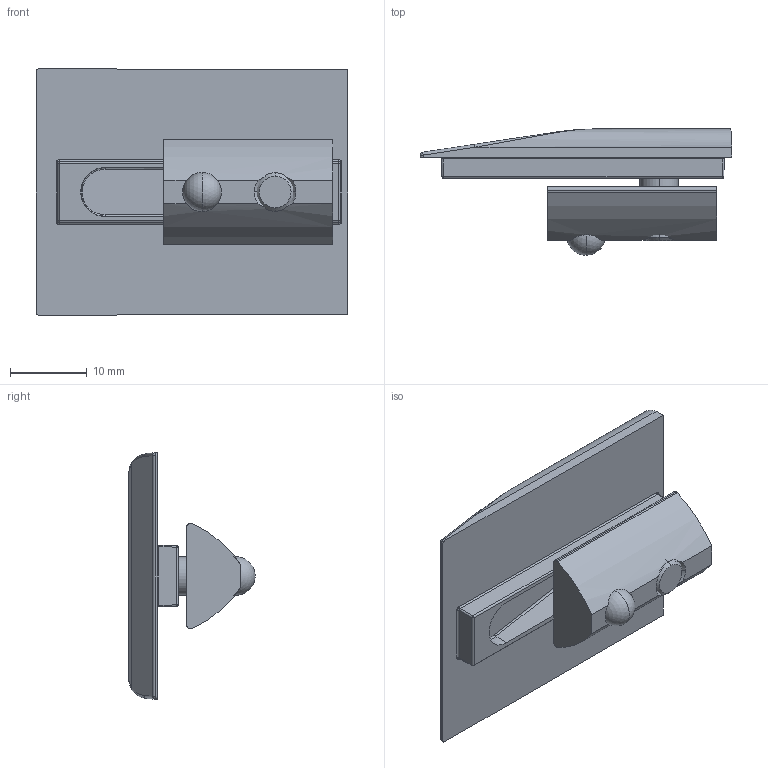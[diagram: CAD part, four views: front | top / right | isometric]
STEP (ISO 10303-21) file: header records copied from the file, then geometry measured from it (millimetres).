
FILE_DESCRIPTION (( 'STEP AP214' ), '1' );
FILE_NAME ('092346S01.STEP', '2019-05-17T08:25:59', ( '' ), ( '' ), 'SwSTEP 2.0', 'SolidWorks 2017', '' );
FILE_SCHEMA (( 'AUTOMOTIVE_DESIGN' ));
Length unit declared in the file: millimetre
Products named in the file (7): 092346S01; 09600_R01-A-TAB_096005R01; Countersunk head screw ISO 10642 - M5x14_ISO 10642 - M5 ; 092346; 340me023_340ME023; 09600__-A-TAB_096005-102311; 340me007_340ME007
Assembly tree (6 placements, depth 3):
  092346S01
    092346
    Countersunk head screw ISO 10642 - M5x14_ISO 10642 - M5 
    09600__-A-TAB_096005-102311
      09600_R01-A-TAB_096005R01
      340me007_340ME007
      340me023_340ME023
Bounding box: 40.5 x 16.41 x 32 mm (x, y, z)
Volume: 5531.3 mm3; surface area: 4862.8 mm2
Topology: 5 solids, 5 shells, 127 faces, 299 edges, 172 vertices
Faces by surface type: plane 38, cylinder 36, cone 20, bspline 17, sphere 8, torus 8
Entity records: 4752 total; most frequent: CARTESIAN_POINT 1708, DIRECTION 599, ORIENTED_EDGE 572, EDGE_CURVE 286, AXIS2_PLACEMENT_3D 238, VERTEX_POINT 169, EDGE_LOOP 135, ADVANCED_FACE 127
